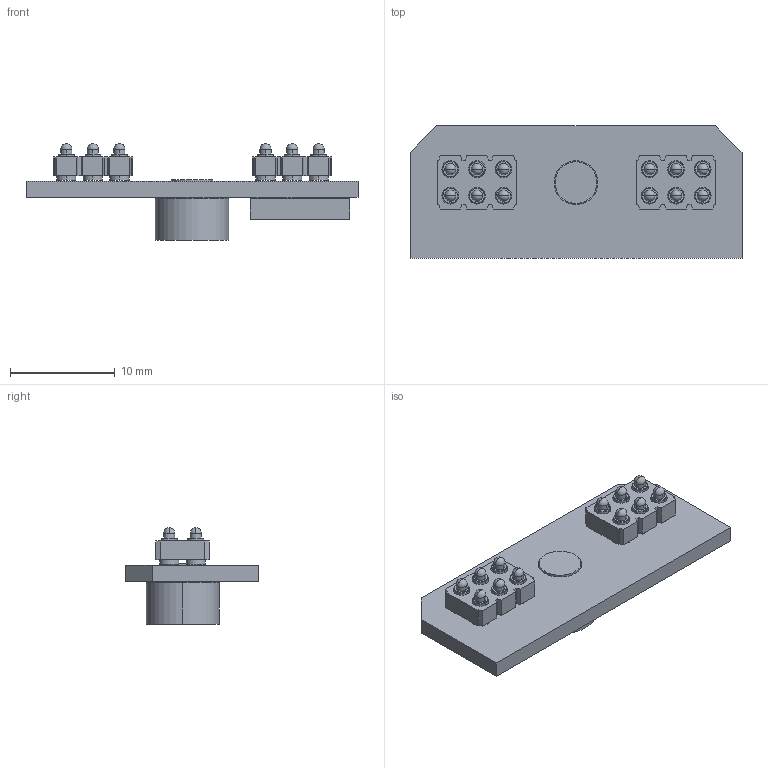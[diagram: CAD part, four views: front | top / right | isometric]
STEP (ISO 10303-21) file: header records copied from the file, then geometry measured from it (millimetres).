
FILE_DESCRIPTION(('Open CASCADE Model'),'2;1');
FILE_NAME('Open CASCADE Shape Model','2022-06-06T10:31:47',('Author'),( 'Open CASCADE'),'Open CASCADE STEP processor 6.8','Open CASCADE 6.8' ,'Unknown');
FILE_SCHEMA(('AUTOMOTIVE_DESIGN { 1 0 10303 214 1 1 1 1 }'));
Length unit declared in the file: millimetre
Products named in the file (16): PCB; BoardPogoBattPack-V1; Open CASCADE STEP translator 6.8 1.1.1; J4PogoBattPack-V1; 5802474800; Body; Lugs; J2PogoBattPack-V1; 5802474640; Pins; J3PogoBattPack-V1; mill-max-813-22-006-30-000101; mill-max-813-22-006-30-000101_
P4XX-28-011-00-090000(P406-28-011-00-090000); mill-max-813-22-006-30-000101_0900; J1PogoBattPack-V1
Assembly tree (21 placements, depth 4):
  PCB
    BoardPogoBattPack-V1
      Open CASCADE STEP translator 6.8 1.1.1
    J4PogoBattPack-V1
      5802474800
        Body
        Lugs
    J2PogoBattPack-V1
      5802474640
        Body
        Pins
    J3PogoBattPack-V1
      mill-max-813-22-006-30-000101
        mill-max-813-22-006-30-000101_
P4XX-28-011-00-090000(P406-28-011-00-090000)
        mill-max-813-22-006-30-000101_0900  x6
    J1PogoBattPack-V1
      mill-max-813-22-006-30-000101
        mill-max-813-22-006-30-000101_
P4XX-28-011-00-090000(P406-28-011-00-090000)
        mill-max-813-22-006-30-000101_0900  x6
Bounding box: 31.75 x 12.7 x 9.24 mm (x, y, z)
Volume: 1017.6 mm3; surface area: 1842 mm2
Topology: 28 solids, 29 shells, 384 faces, 861 edges, 546 vertices
Faces by surface type: plane 188, cylinder 124, cone 48, sphere 24
Full cylindrical faces by diameter (mm): 4 x1, 4.2 x1
Entity records: 4449 total; most frequent: DIRECTION 711, CARTESIAN_POINT 702, ORIENTED_EDGE 648, EDGE_CURVE 323, LINE 267, VECTOR 267, AXIS2_PLACEMENT_3D 222, VERTEX_POINT 213
